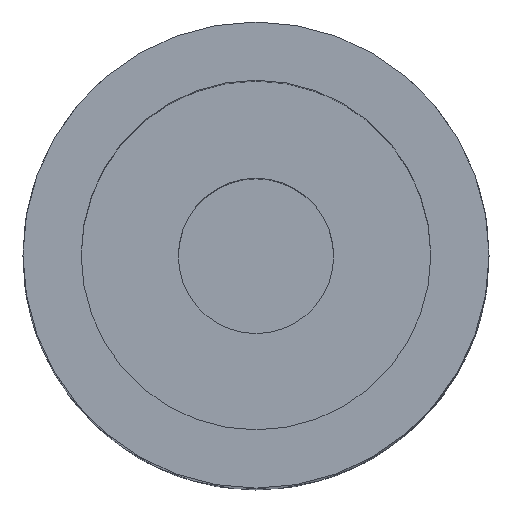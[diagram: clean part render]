
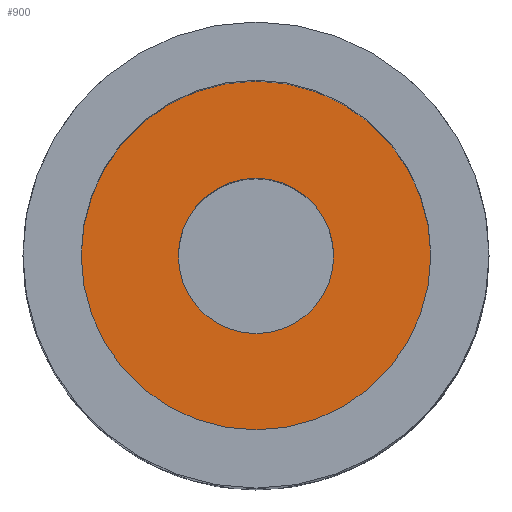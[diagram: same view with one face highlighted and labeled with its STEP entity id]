
A CAD part, top view. The second image highlights one B-rep face of the part: STEP entity #900.
In plain terms, the highlighted planar face has unit normal (0, 0, 1).
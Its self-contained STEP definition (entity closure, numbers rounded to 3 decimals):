
#10 = DIRECTION ( 'NONE',  ( 1., 0., 0. ) ) ;
#24 = CARTESIAN_POINT ( 'NONE',  ( 0., 0., 30. ) ) ;
#73 = PLANE ( 'NONE',  #787 ) ;
#146 = CARTESIAN_POINT ( 'NONE',  ( 0., 0., 30. ) ) ;
#186 = EDGE_LOOP ( 'NONE', ( #821, #559 ) ) ;
#221 = AXIS2_PLACEMENT_3D ( 'NONE', #146, #227, #428 ) ;
#222 = CIRCLE ( 'NONE', #288, 4. ) ;
#227 = DIRECTION ( 'NONE',  ( 0., 0., 1. ) ) ;
#275 = EDGE_CURVE ( 'NONE', #852, #904, #857, .T. ) ;
#279 = ORIENTED_EDGE ( 'NONE', *, *, #708, .F. ) ;
#288 = AXIS2_PLACEMENT_3D ( 'NONE', #507, #296, #10 ) ;
#296 = DIRECTION ( 'NONE',  ( 0., 0., 1. ) ) ;
#306 = CARTESIAN_POINT ( 'NONE',  ( 9., 0., 30. ) ) ;
#319 = DIRECTION ( 'NONE',  ( 0., 0., 1. ) ) ;
#330 = EDGE_LOOP ( 'NONE', ( #279, #761 ) ) ;
#411 = AXIS2_PLACEMENT_3D ( 'NONE', #24, #319, #416 ) ;
#412 = VERTEX_POINT ( 'NONE', #493 ) ;
#416 = DIRECTION ( 'NONE',  ( 1., 0., 0. ) ) ;
#428 = DIRECTION ( 'NONE',  ( 1., 0., 0. ) ) ;
#436 = FACE_OUTER_BOUND ( 'NONE', #186, .T. ) ;
#476 = DIRECTION ( 'NONE',  ( 1., 0., 0. ) ) ;
#493 = CARTESIAN_POINT ( 'NONE',  ( 4., 0., 30. ) ) ;
#507 = CARTESIAN_POINT ( 'NONE',  ( 0., 0., 30. ) ) ;
#542 = VERTEX_POINT ( 'NONE', #864 ) ;
#546 = DIRECTION ( 'NONE',  ( 1., 0., 0. ) ) ;
#559 = ORIENTED_EDGE ( 'NONE', *, *, #275, .T. ) ;
#561 = CARTESIAN_POINT ( 'NONE',  ( 0., 0., 30. ) ) ;
#584 = CARTESIAN_POINT ( 'NONE',  ( 4., 0., 30. ) ) ;
#691 = EDGE_CURVE ( 'NONE', #542, #412, #222, .T. ) ;
#708 = EDGE_CURVE ( 'NONE', #412, #542, #757, .T. ) ;
#724 = FACE_BOUND ( 'NONE', #330, .T. ) ;
#757 = CIRCLE ( 'NONE', #411, 4. ) ;
#761 = ORIENTED_EDGE ( 'NONE', *, *, #691, .F. ) ;
#787 = AXIS2_PLACEMENT_3D ( 'NONE', #584, #865, #546 ) ;
#792 = CARTESIAN_POINT ( 'NONE',  ( -9., 0., 30. ) ) ;
#821 = ORIENTED_EDGE ( 'NONE', *, *, #830, .T. ) ;
#830 = EDGE_CURVE ( 'NONE', #904, #852, #845, .T. ) ;
#845 = CIRCLE ( 'NONE', #221, 9. ) ;
#852 = VERTEX_POINT ( 'NONE', #792 ) ;
#857 = CIRCLE ( 'NONE', #898, 9. ) ;
#864 = CARTESIAN_POINT ( 'NONE',  ( -4., 0., 30. ) ) ;
#865 = DIRECTION ( 'NONE',  ( 0., 0., 1. ) ) ;
#898 = AXIS2_PLACEMENT_3D ( 'NONE', #561, #905, #476 ) ;
#900 = ADVANCED_FACE ( 'NONE', ( #436, #724 ), #73, .T. ) ;
#904 = VERTEX_POINT ( 'NONE', #306 ) ;
#905 = DIRECTION ( 'NONE',  ( 0., 0., 1. ) ) ;
